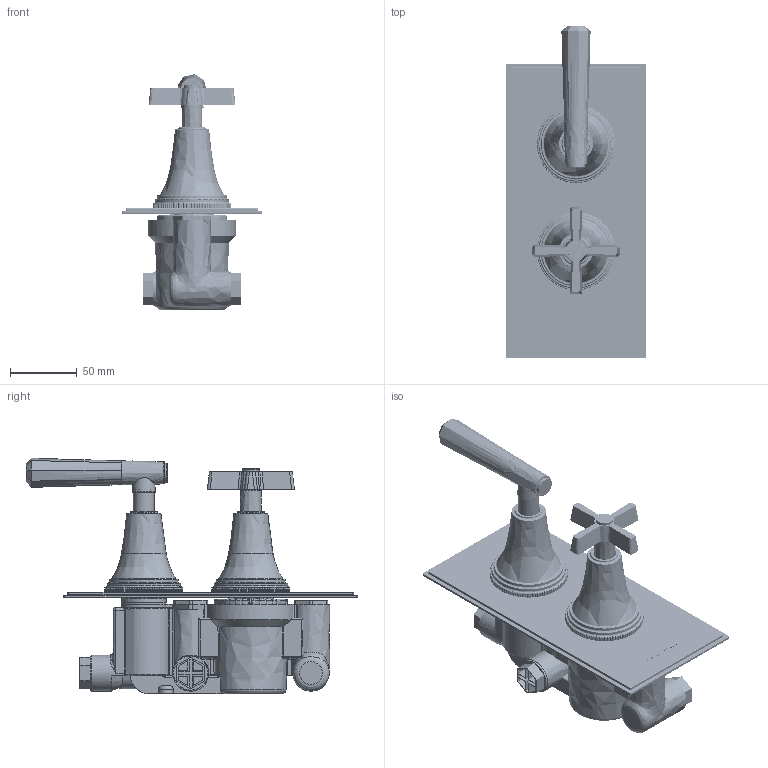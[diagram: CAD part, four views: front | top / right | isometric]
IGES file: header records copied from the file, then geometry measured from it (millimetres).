
Global section: file name: V601-TBCR CCR; native system: Autodesk Inventor 2020; preprocessor: unknown; author: adaniels; date: 20210812.140724; units: millimetre
Bounding box: 105 x 248 x 176.13 mm (x, y, z)
Volume: 529264.9 mm3; surface area: 291180.2 mm2
Topology: 65 solids, 70 shells, 3407 faces, 8644 edges, 5515 vertices
Faces by surface type: bspline 3407
